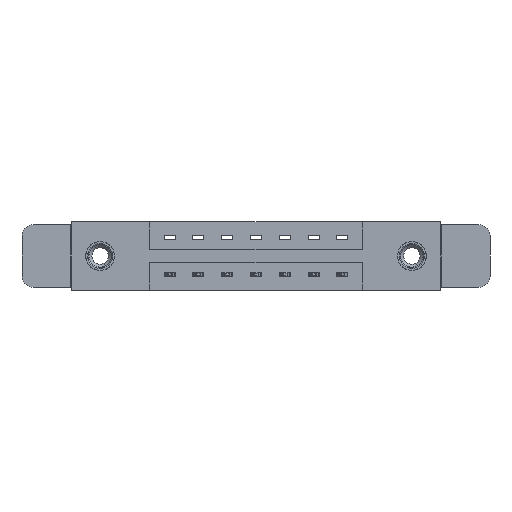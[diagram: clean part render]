
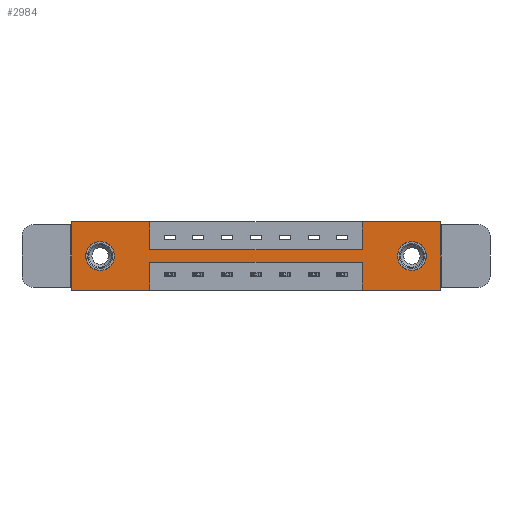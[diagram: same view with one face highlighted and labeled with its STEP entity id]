
A CAD part, front view. The second image highlights one B-rep face of the part: STEP entity #2984.
In plain terms, the highlighted planar face has unit normal (0, -1, 0).
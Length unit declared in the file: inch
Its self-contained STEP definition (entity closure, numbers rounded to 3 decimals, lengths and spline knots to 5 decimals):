
#170 = CARTESIAN_POINT ( 'NONE',  ( 0.425, 0., -0.15 ) ) ;
#172 = CARTESIAN_POINT ( 'NONE',  ( 0., 0., -0.37 ) ) ;
#216 = DIRECTION ( 'NONE',  ( -1., 0., 0. ) ) ;
#314 = EDGE_LOOP ( 'NONE', ( #3384, #7476, #6722, #3627, #6552, #8476, #6669, #12145, #5828, #3245, #2972, #12392 ) ) ;
#317 = VERTEX_POINT ( 'NONE', #4503 ) ;
#489 = VECTOR ( 'NONE', #11670, 39.37008 ) ;
#816 = CARTESIAN_POINT ( 'NONE',  ( 0.155, 0., -0.107 ) ) ;
#874 = LINE ( 'NONE', #8827, #12103 ) ;
#925 = AXIS2_PLACEMENT_3D ( 'NONE', #10295, #1636, #2771 ) ;
#930 = VERTEX_POINT ( 'NONE', #172 ) ;
#1001 = CARTESIAN_POINT ( 'NONE',  ( 1.573, 0., -0.15 ) ) ;
#1183 = CARTESIAN_POINT ( 'NONE',  ( 1.843, 0., -0.263 ) ) ;
#1309 = DIRECTION ( 'NONE',  ( 0., -1., 0. ) ) ;
#1311 = ORIENTED_EDGE ( 'NONE', *, *, #3607, .T. ) ;
#1401 = CARTESIAN_POINT ( 'NONE',  ( 1.573, 0., 0. ) ) ;
#1636 = DIRECTION ( 'NONE',  ( 0., 1., 0. ) ) ;
#1786 = VECTOR ( 'NONE', #3851, 39.37008 ) ;
#1808 = EDGE_CURVE ( 'NONE', #3320, #4451, #10224, .T. ) ;
#1861 = DIRECTION ( 'NONE',  ( 1., 0., 0. ) ) ;
#1905 = EDGE_CURVE ( 'NONE', #10118, #8727, #4067, .T. ) ;
#2048 = EDGE_CURVE ( 'NONE', #317, #7729, #4954, .T. ) ;
#2118 = VERTEX_POINT ( 'NONE', #3580 ) ;
#2306 = AXIS2_PLACEMENT_3D ( 'NONE', #3752, #7631, #3624 ) ;
#2311 = PLANE ( 'NONE',  #3665 ) ;
#2451 = LINE ( 'NONE', #7024, #11581 ) ;
#2546 = VECTOR ( 'NONE', #6197, 39.37008 ) ;
#2555 = CIRCLE ( 'NONE', #2306, 0.078 ) ;
#2564 = EDGE_CURVE ( 'NONE', #7729, #317, #12282, .T. ) ;
#2586 = EDGE_CURVE ( 'NONE', #2654, #2847, #3741, .T. ) ;
#2592 = CARTESIAN_POINT ( 'NONE',  ( 1.573, 0., -0.22 ) ) ;
#2654 = VERTEX_POINT ( 'NONE', #12085 ) ;
#2688 = FACE_BOUND ( 'NONE', #6181, .T. ) ;
#2760 = EDGE_CURVE ( 'NONE', #9079, #6743, #5226, .T. ) ;
#2771 = DIRECTION ( 'NONE',  ( 0., 0., -1. ) ) ;
#2798 = EDGE_CURVE ( 'NONE', #4451, #10118, #4925, .T. ) ;
#2847 = VERTEX_POINT ( 'NONE', #816 ) ;
#2972 = ORIENTED_EDGE ( 'NONE', *, *, #3794, .F. ) ;
#2984 = ADVANCED_FACE ( 'NONE', ( #4782, #2688, #12410 ), #2311, .T. ) ;
#3075 = CARTESIAN_POINT ( 'NONE',  ( 0.425, 0., -0.37 ) ) ;
#3245 = ORIENTED_EDGE ( 'NONE', *, *, #2760, .F. ) ;
#3269 = VERTEX_POINT ( 'NONE', #1001 ) ;
#3320 = VERTEX_POINT ( 'NONE', #1401 ) ;
#3359 = CARTESIAN_POINT ( 'NONE',  ( 0., 0., -0.37 ) ) ;
#3384 = ORIENTED_EDGE ( 'NONE', *, *, #8878, .F. ) ;
#3580 = CARTESIAN_POINT ( 'NONE',  ( 0.425, 0., -0.37 ) ) ;
#3607 = EDGE_CURVE ( 'NONE', #2847, #2654, #2555, .T. ) ;
#3624 = DIRECTION ( 'NONE',  ( 0., 0., 1. ) ) ;
#3627 = ORIENTED_EDGE ( 'NONE', *, *, #1905, .F. ) ;
#3665 = AXIS2_PLACEMENT_3D ( 'NONE', #3359, #1309, #9938 ) ;
#3669 = DIRECTION ( 'NONE',  ( 0., 0., -1. ) ) ;
#3741 = CIRCLE ( 'NONE', #12252, 0.078 ) ;
#3752 = CARTESIAN_POINT ( 'NONE',  ( 0.155, 0., -0.185 ) ) ;
#3794 = EDGE_CURVE ( 'NONE', #930, #9079, #6883, .T. ) ;
#3851 = DIRECTION ( 'NONE',  ( 0., 0., 1. ) ) ;
#3984 = CARTESIAN_POINT ( 'NONE',  ( 1.573, 0., 0. ) ) ;
#4028 = VERTEX_POINT ( 'NONE', #2592 ) ;
#4067 = LINE ( 'NONE', #8200, #9495 ) ;
#4102 = CARTESIAN_POINT ( 'NONE',  ( 0.425, 0., 0. ) ) ;
#4138 = EDGE_CURVE ( 'NONE', #4028, #12387, #874, .T. ) ;
#4168 = CARTESIAN_POINT ( 'NONE',  ( 0., 0., 0. ) ) ;
#4451 = VERTEX_POINT ( 'NONE', #10138 ) ;
#4503 = CARTESIAN_POINT ( 'NONE',  ( 1.843, 0., -0.107 ) ) ;
#4638 = ORIENTED_EDGE ( 'NONE', *, *, #2048, .T. ) ;
#4653 = CARTESIAN_POINT ( 'NONE',  ( 0.425, 0., 0. ) ) ;
#4782 = FACE_BOUND ( 'NONE', #10314, .T. ) ;
#4840 = DIRECTION ( 'NONE',  ( 0., 1., 0. ) ) ;
#4921 = DIRECTION ( 'NONE',  ( 0., 0., 1. ) ) ;
#4925 = LINE ( 'NONE', #5605, #6135 ) ;
#4954 = CIRCLE ( 'NONE', #925, 0.078 ) ;
#4967 = CARTESIAN_POINT ( 'NONE',  ( 0.155, 0., -0.185 ) ) ;
#4976 = CARTESIAN_POINT ( 'NONE',  ( 1.573, 0., -0.37 ) ) ;
#5009 = DIRECTION ( 'NONE',  ( 0., 0., -1. ) ) ;
#5226 = LINE ( 'NONE', #12336, #10202 ) ;
#5605 = CARTESIAN_POINT ( 'NONE',  ( 1.998, 0., 0. ) ) ;
#5828 = ORIENTED_EDGE ( 'NONE', *, *, #10851, .F. ) ;
#5898 = ORIENTED_EDGE ( 'NONE', *, *, #2586, .T. ) ;
#6061 = LINE ( 'NONE', #3984, #10872 ) ;
#6135 = VECTOR ( 'NONE', #3669, 39.37008 ) ;
#6181 = EDGE_LOOP ( 'NONE', ( #1311, #5898 ) ) ;
#6197 = DIRECTION ( 'NONE',  ( 0., 0., -1. ) ) ;
#6272 = CARTESIAN_POINT ( 'NONE',  ( 0., 0., 0. ) ) ;
#6477 = ORIENTED_EDGE ( 'NONE', *, *, #2564, .T. ) ;
#6552 = ORIENTED_EDGE ( 'NONE', *, *, #2798, .F. ) ;
#6669 = ORIENTED_EDGE ( 'NONE', *, *, #8265, .F. ) ;
#6701 = CARTESIAN_POINT ( 'NONE',  ( 0.425, 0., -0.15 ) ) ;
#6722 = ORIENTED_EDGE ( 'NONE', *, *, #7333, .F. ) ;
#6743 = VERTEX_POINT ( 'NONE', #4653 ) ;
#6870 = DIRECTION ( 'NONE',  ( 1., 0., 0. ) ) ;
#6883 = LINE ( 'NONE', #9597, #1786 ) ;
#6893 = EDGE_CURVE ( 'NONE', #2118, #930, #2451, .T. ) ;
#7024 = CARTESIAN_POINT ( 'NONE',  ( 0., 0., -0.37 ) ) ;
#7096 = LINE ( 'NONE', #4976, #489 ) ;
#7230 = VERTEX_POINT ( 'NONE', #6701 ) ;
#7333 = EDGE_CURVE ( 'NONE', #8727, #4028, #7096, .T. ) ;
#7435 = EDGE_CURVE ( 'NONE', #7230, #3269, #10548, .T. ) ;
#7476 = ORIENTED_EDGE ( 'NONE', *, *, #4138, .F. ) ;
#7631 = DIRECTION ( 'NONE',  ( 0., 1., 0. ) ) ;
#7729 = VERTEX_POINT ( 'NONE', #1183 ) ;
#7835 = DIRECTION ( 'NONE',  ( 0., 0., -1. ) ) ;
#8025 = DIRECTION ( 'NONE',  ( 1., 0., 0. ) ) ;
#8200 = CARTESIAN_POINT ( 'NONE',  ( 0., 0., -0.37 ) ) ;
#8265 = EDGE_CURVE ( 'NONE', #3269, #3320, #6061, .T. ) ;
#8400 = LINE ( 'NONE', #4102, #2546 ) ;
#8476 = ORIENTED_EDGE ( 'NONE', *, *, #1808, .F. ) ;
#8727 = VERTEX_POINT ( 'NONE', #9592 ) ;
#8733 = DIRECTION ( 'NONE',  ( 0., 0., 1. ) ) ;
#8755 = LINE ( 'NONE', #3075, #11876 ) ;
#8760 = DIRECTION ( 'NONE',  ( 0., 1., 0. ) ) ;
#8827 = CARTESIAN_POINT ( 'NONE',  ( 0.425, 0., -0.22 ) ) ;
#8849 = DIRECTION ( 'NONE',  ( -1., 0., 0. ) ) ;
#8878 = EDGE_CURVE ( 'NONE', #12387, #2118, #8755, .T. ) ;
#9032 = VECTOR ( 'NONE', #8025, 39.37008 ) ;
#9079 = VERTEX_POINT ( 'NONE', #6272 ) ;
#9495 = VECTOR ( 'NONE', #11163, 39.37008 ) ;
#9592 = CARTESIAN_POINT ( 'NONE',  ( 1.573, 0., -0.37 ) ) ;
#9597 = CARTESIAN_POINT ( 'NONE',  ( 0., 0., 0. ) ) ;
#9630 = CARTESIAN_POINT ( 'NONE',  ( 1.843, 0., -0.185 ) ) ;
#9938 = DIRECTION ( 'NONE',  ( 0., 0., -1. ) ) ;
#10118 = VERTEX_POINT ( 'NONE', #12222 ) ;
#10138 = CARTESIAN_POINT ( 'NONE',  ( 1.998, 0., 0. ) ) ;
#10202 = VECTOR ( 'NONE', #1861, 39.37008 ) ;
#10224 = LINE ( 'NONE', #4168, #9032 ) ;
#10295 = CARTESIAN_POINT ( 'NONE',  ( 1.843, 0., -0.185 ) ) ;
#10314 = EDGE_LOOP ( 'NONE', ( #4638, #6477 ) ) ;
#10548 = LINE ( 'NONE', #170, #11275 ) ;
#10826 = CARTESIAN_POINT ( 'NONE',  ( 0.425, 0., -0.22 ) ) ;
#10851 = EDGE_CURVE ( 'NONE', #6743, #7230, #8400, .T. ) ;
#10872 = VECTOR ( 'NONE', #8733, 39.37008 ) ;
#11163 = DIRECTION ( 'NONE',  ( -1., 0., 0. ) ) ;
#11217 = AXIS2_PLACEMENT_3D ( 'NONE', #9630, #4840, #5009 ) ;
#11275 = VECTOR ( 'NONE', #6870, 39.37008 ) ;
#11581 = VECTOR ( 'NONE', #8849, 39.37008 ) ;
#11670 = DIRECTION ( 'NONE',  ( 0., 0., 1. ) ) ;
#11876 = VECTOR ( 'NONE', #7835, 39.37008 ) ;
#12085 = CARTESIAN_POINT ( 'NONE',  ( 0.155, 0., -0.263 ) ) ;
#12103 = VECTOR ( 'NONE', #216, 39.37008 ) ;
#12145 = ORIENTED_EDGE ( 'NONE', *, *, #7435, .F. ) ;
#12222 = CARTESIAN_POINT ( 'NONE',  ( 1.998, 0., -0.37 ) ) ;
#12252 = AXIS2_PLACEMENT_3D ( 'NONE', #4967, #8760, #4921 ) ;
#12282 = CIRCLE ( 'NONE', #11217, 0.078 ) ;
#12336 = CARTESIAN_POINT ( 'NONE',  ( 0., 0., 0. ) ) ;
#12387 = VERTEX_POINT ( 'NONE', #10826 ) ;
#12392 = ORIENTED_EDGE ( 'NONE', *, *, #6893, .F. ) ;
#12410 = FACE_OUTER_BOUND ( 'NONE', #314, .T. ) ;
